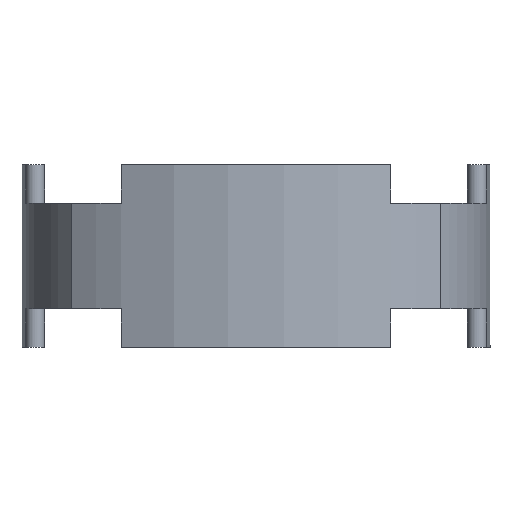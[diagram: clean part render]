
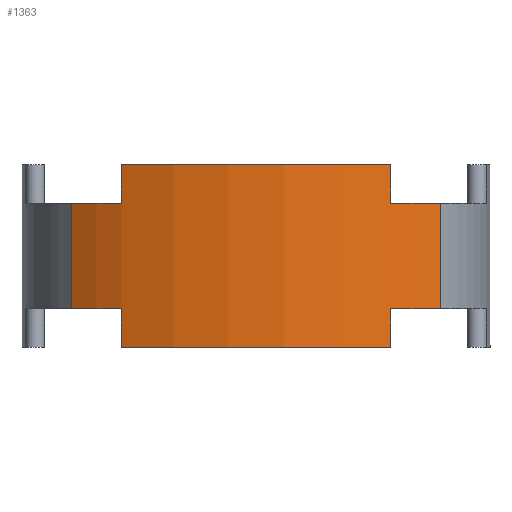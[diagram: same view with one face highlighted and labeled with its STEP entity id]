
A CAD part, front view. The second image highlights one B-rep face of the part: STEP entity #1363.
In plain terms, the highlighted cylindrical face has radius 17 mm (diameter 34 mm), a partial arc.
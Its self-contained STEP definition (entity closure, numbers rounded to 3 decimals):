
#508=AXIS2_PLACEMENT_3D('Circle Axis2P3D',#506,#507,$) ;
#737=AXIS2_PLACEMENT_3D('Circle Axis2P3D',#735,#736,$) ;
#1286=AXIS2_PLACEMENT_3D('Cylinder Axis2P3D',#1283,#1284,#1285) ;
#503=CARTESIAN_POINT('Vertex',(5.2,1.508,9.5)) ;
#506=CARTESIAN_POINT('Axis2P3D Location',(12.2,17.,9.5)) ;
#510=CARTESIAN_POINT('Vertex',(19.2,1.508,9.5)) ;
#730=CARTESIAN_POINT('Vertex',(19.2,1.508,0.)) ;
#735=CARTESIAN_POINT('Axis2P3D Location',(12.2,17.,0.)) ;
#739=CARTESIAN_POINT('Vertex',(5.2,1.508,0.)) ;
#1220=CARTESIAN_POINT('Vertex',(2.602,2.968,2.)) ;
#1223=CARTESIAN_POINT('Line Origine',(2.602,2.968,4.75)) ;
#1227=CARTESIAN_POINT('Vertex',(2.602,2.968,7.5)) ;
#1283=CARTESIAN_POINT('Axis2P3D Location',(12.2,17.,4.75)) ;
#1288=CARTESIAN_POINT('Line Origine',(5.2,1.508,4.75)) ;
#1292=CARTESIAN_POINT('Vertex',(5.2,1.508,7.5)) ;
#1296=CARTESIAN_POINT('Control Point',(5.2,1.508,7.5)) ;
#1297=CARTESIAN_POINT('Control Point',(4.294,1.918,7.5)) ;
#1298=CARTESIAN_POINT('Control Point',(3.423,2.407,7.5)) ;
#1299=CARTESIAN_POINT('Control Point',(2.602,2.968,7.5)) ;
#1302=CARTESIAN_POINT('Control Point',(5.2,1.508,2.)) ;
#1303=CARTESIAN_POINT('Control Point',(4.294,1.918,2.)) ;
#1304=CARTESIAN_POINT('Control Point',(3.423,2.407,2.)) ;
#1305=CARTESIAN_POINT('Control Point',(2.602,2.968,2.)) ;
#1306=CARTESIAN_POINT('Vertex',(5.2,1.508,2.)) ;
#1309=CARTESIAN_POINT('Line Origine',(5.2,1.508,4.75)) ;
#1314=CARTESIAN_POINT('Line Origine',(19.2,1.508,4.75)) ;
#1318=CARTESIAN_POINT('Vertex',(19.2,1.508,2.)) ;
#1322=CARTESIAN_POINT('Control Point',(21.798,2.968,2.)) ;
#1323=CARTESIAN_POINT('Control Point',(20.977,2.407,2.)) ;
#1324=CARTESIAN_POINT('Control Point',(20.106,1.918,2.)) ;
#1325=CARTESIAN_POINT('Control Point',(19.2,1.508,2.)) ;
#1326=CARTESIAN_POINT('Vertex',(21.798,2.968,2.)) ;
#1329=CARTESIAN_POINT('Line Origine',(21.798,2.968,4.75)) ;
#1333=CARTESIAN_POINT('Vertex',(21.798,2.968,7.5)) ;
#1337=CARTESIAN_POINT('Control Point',(21.798,2.968,7.5)) ;
#1338=CARTESIAN_POINT('Control Point',(20.977,2.407,7.5)) ;
#1339=CARTESIAN_POINT('Control Point',(20.106,1.918,7.5)) ;
#1340=CARTESIAN_POINT('Control Point',(19.2,1.508,7.5)) ;
#1341=CARTESIAN_POINT('Vertex',(19.2,1.508,7.5)) ;
#1344=CARTESIAN_POINT('Line Origine',(19.2,1.508,4.75)) ;
#507=DIRECTION('Axis2P3D Direction',(0.,0.,-1.)) ;
#736=DIRECTION('Axis2P3D Direction',(0.,0.,-1.)) ;
#1224=DIRECTION('Vector Direction',(0.,0.,-1.)) ;
#1284=DIRECTION('Axis2P3D Direction',(0.,0.,-1.)) ;
#1285=DIRECTION('Axis2P3D XDirection',(0.565,-0.825,0.)) ;
#1289=DIRECTION('Vector Direction',(0.,0.,-1.)) ;
#1310=DIRECTION('Vector Direction',(0.,0.,-1.)) ;
#1315=DIRECTION('Vector Direction',(0.,0.,-1.)) ;
#1330=DIRECTION('Vector Direction',(0.,0.,-1.)) ;
#1345=DIRECTION('Vector Direction',(0.,0.,-1.)) ;
#1225=VECTOR('Line Direction',#1224,1.) ;
#1290=VECTOR('Line Direction',#1289,1.) ;
#1311=VECTOR('Line Direction',#1310,1.) ;
#1316=VECTOR('Line Direction',#1315,1.) ;
#1331=VECTOR('Line Direction',#1330,1.) ;
#1346=VECTOR('Line Direction',#1345,1.) ;
#1350=ORIENTED_EDGE('',*,*,#512,.T.) ;
#1351=ORIENTED_EDGE('',*,*,#1294,.T.) ;
#1352=ORIENTED_EDGE('',*,*,#1300,.T.) ;
#1353=ORIENTED_EDGE('',*,*,#1229,.T.) ;
#1354=ORIENTED_EDGE('',*,*,#1308,.F.) ;
#1355=ORIENTED_EDGE('',*,*,#1313,.T.) ;
#1356=ORIENTED_EDGE('',*,*,#741,.F.) ;
#1357=ORIENTED_EDGE('',*,*,#1320,.F.) ;
#1358=ORIENTED_EDGE('',*,*,#1328,.F.) ;
#1359=ORIENTED_EDGE('',*,*,#1335,.F.) ;
#1360=ORIENTED_EDGE('',*,*,#1343,.T.) ;
#1361=ORIENTED_EDGE('',*,*,#1348,.F.) ;
#1363=ADVANCED_FACE('Hauptkoerper',(#1362),#1287,.T.) ;
#1295=B_SPLINE_CURVE_WITH_KNOTS('',3,(#1296,#1297,#1298,#1299),.UNSPECIFIED.,.F.,.U.,(4,4),(0.,4.22),.UNSPECIFIED.) ;
#1301=B_SPLINE_CURVE_WITH_KNOTS('',3,(#1302,#1303,#1304,#1305),.UNSPECIFIED.,.F.,.U.,(4,4),(0.,4.22),.UNSPECIFIED.) ;
#1321=B_SPLINE_CURVE_WITH_KNOTS('',3,(#1322,#1323,#1324,#1325),.UNSPECIFIED.,.F.,.U.,(4,4),(0.,4.22),.UNSPECIFIED.) ;
#1336=B_SPLINE_CURVE_WITH_KNOTS('',3,(#1337,#1338,#1339,#1340),.UNSPECIFIED.,.F.,.U.,(4,4),(0.,4.22),.UNSPECIFIED.) ;
#509=CIRCLE('generated circle',#508,17.) ;
#738=CIRCLE('generated circle',#737,17.) ;
#1287=CYLINDRICAL_SURFACE('generated cylinder',#1286,17.) ;
#512=EDGE_CURVE('',#511,#504,#509,.T.) ;
#741=EDGE_CURVE('',#731,#740,#738,.T.) ;
#1229=EDGE_CURVE('',#1228,#1221,#1226,.T.) ;
#1294=EDGE_CURVE('',#504,#1293,#1291,.T.) ;
#1300=EDGE_CURVE('',#1293,#1228,#1295,.T.) ;
#1308=EDGE_CURVE('',#1307,#1221,#1301,.T.) ;
#1313=EDGE_CURVE('',#1307,#740,#1312,.T.) ;
#1320=EDGE_CURVE('',#1319,#731,#1317,.T.) ;
#1328=EDGE_CURVE('',#1327,#1319,#1321,.T.) ;
#1335=EDGE_CURVE('',#1334,#1327,#1332,.T.) ;
#1343=EDGE_CURVE('',#1334,#1342,#1336,.T.) ;
#1348=EDGE_CURVE('',#511,#1342,#1347,.T.) ;
#1349=EDGE_LOOP('',(#1350,#1351,#1352,#1353,#1354,#1355,#1356,#1357,#1358,#1359,#1360,#1361)) ;
#1362=FACE_OUTER_BOUND('',#1349,.T.) ;
#1226=LINE('Line',#1223,#1225) ;
#1291=LINE('Line',#1288,#1290) ;
#1312=LINE('Line',#1309,#1311) ;
#1317=LINE('Line',#1314,#1316) ;
#1332=LINE('Line',#1329,#1331) ;
#1347=LINE('Line',#1344,#1346) ;
#504=VERTEX_POINT('',#503) ;
#511=VERTEX_POINT('',#510) ;
#731=VERTEX_POINT('',#730) ;
#740=VERTEX_POINT('',#739) ;
#1221=VERTEX_POINT('',#1220) ;
#1228=VERTEX_POINT('',#1227) ;
#1293=VERTEX_POINT('',#1292) ;
#1307=VERTEX_POINT('',#1306) ;
#1319=VERTEX_POINT('',#1318) ;
#1327=VERTEX_POINT('',#1326) ;
#1334=VERTEX_POINT('',#1333) ;
#1342=VERTEX_POINT('',#1341) ;
